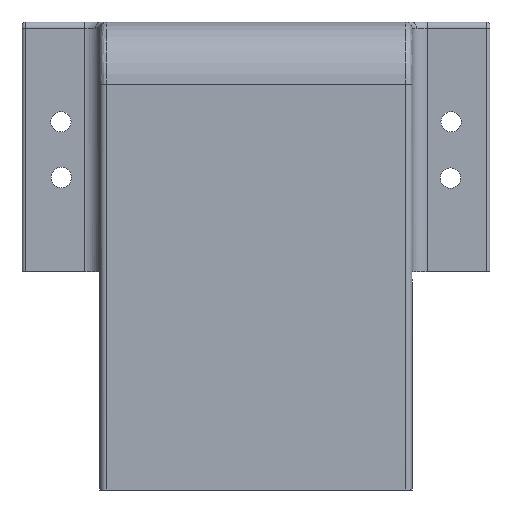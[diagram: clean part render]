
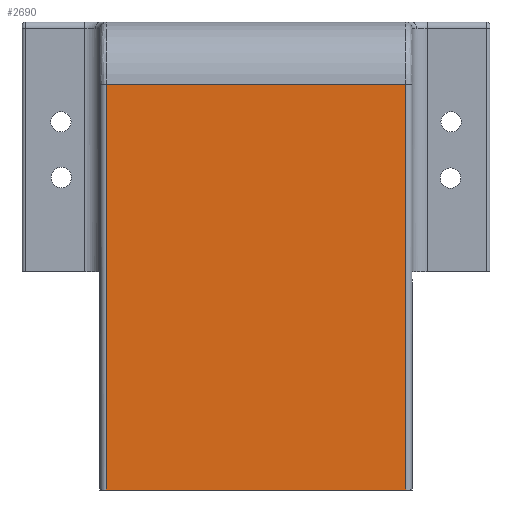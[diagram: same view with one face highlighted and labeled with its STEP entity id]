
A CAD part, front view. The second image highlights one B-rep face of the part: STEP entity #2690.
In plain terms, the highlighted planar face has unit normal (0, -1, 0).
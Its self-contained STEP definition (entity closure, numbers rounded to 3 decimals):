
#444=FACE_OUTER_BOUND('',#635,.T.);
#635=EDGE_LOOP('',(#2346,#2347,#2348,#2349));
#711=LINE('',#4013,#935);
#862=LINE('',#4738,#1086);
#869=LINE('',#4756,#1093);
#870=LINE('',#4759,#1094);
#935=VECTOR('',#3154,10.);
#1086=VECTOR('',#3677,10.);
#1093=VECTOR('',#3692,10.);
#1094=VECTOR('',#3697,10.);
#1162=VERTEX_POINT('',#4010);
#1163=VERTEX_POINT('',#4012);
#1328=VERTEX_POINT('',#4733);
#1335=VERTEX_POINT('',#4755);
#1421=EDGE_CURVE('',#1162,#1163,#711,.T.);
#1678=EDGE_CURVE('',#1163,#1328,#862,.T.);
#1687=EDGE_CURVE('',#1328,#1335,#869,.T.);
#1689=EDGE_CURVE('',#1335,#1162,#870,.T.);
#2346=ORIENTED_EDGE('',*,*,#1678,.F.);
#2347=ORIENTED_EDGE('',*,*,#1421,.F.);
#2348=ORIENTED_EDGE('',*,*,#1689,.F.);
#2349=ORIENTED_EDGE('',*,*,#1687,.F.);
#2550=PLANE('',#2976);
#2690=ADVANCED_FACE('',(#444),#2550,.T.);
#2976=AXIS2_PLACEMENT_3D('',#4758,#3695,#3696);
#3154=DIRECTION('',(-1.,0.,0.));
#3677=DIRECTION('',(0.,0.,1.));
#3692=DIRECTION('',(1.,0.,0.));
#3695=DIRECTION('center_axis',(0.,-1.,0.));
#3696=DIRECTION('ref_axis',(0.,0.,-1.));
#3697=DIRECTION('',(0.,0.,-1.));
#4010=CARTESIAN_POINT('',(48.,-50.,-70.));
#4012=CARTESIAN_POINT('',(-48.,-50.,-70.));
#4013=CARTESIAN_POINT('',(50.,-50.,-70.));
#4733=CARTESIAN_POINT('',(-48.,-50.,60.));
#4738=CARTESIAN_POINT('',(-48.,-50.,60.));
#4755=CARTESIAN_POINT('',(48.,-50.,60.));
#4756=CARTESIAN_POINT('',(25.,-50.,60.));
#4758=CARTESIAN_POINT('Origin',(0.,-50.,40.));
#4759=CARTESIAN_POINT('',(48.,-50.,20.));
